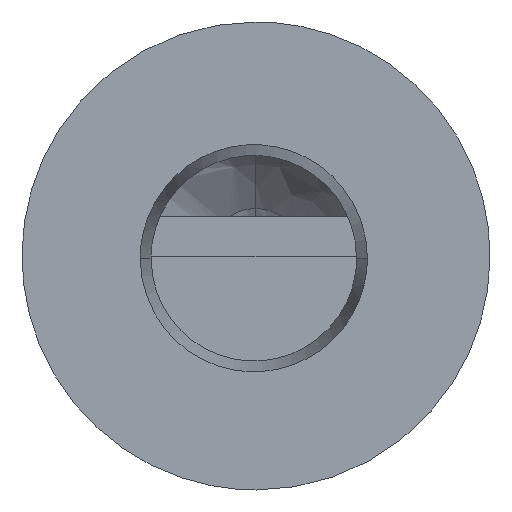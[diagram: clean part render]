
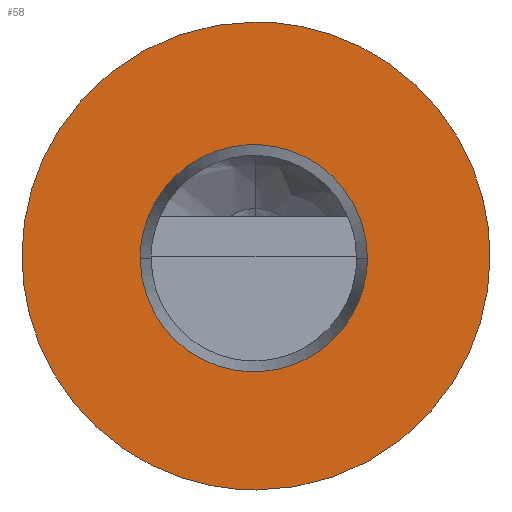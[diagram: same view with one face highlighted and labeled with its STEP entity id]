
A CAD part, front view. The second image highlights one B-rep face of the part: STEP entity #58.
In plain terms, the highlighted planar face has unit normal (0, -1, 0).
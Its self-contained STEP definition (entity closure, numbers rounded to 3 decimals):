
#58=ADVANCED_FACE('',(#186,#183),#2026,.T.);
#183=FACE_BOUND('',#313,.T.);
#186=FACE_OUTER_BOUND('',#312,.T.);
#312=EDGE_LOOP('',(#444,#445,#446,#447));
#313=EDGE_LOOP('',(#448,#449));
#444=ORIENTED_EDGE('',*,*,#1101,.T.);
#445=ORIENTED_EDGE('',*,*,#1103,.T.);
#446=ORIENTED_EDGE('',*,*,#1104,.T.);
#447=ORIENTED_EDGE('',*,*,#1102,.T.);
#448=ORIENTED_EDGE('',*,*,#1113,.F.);
#449=ORIENTED_EDGE('',*,*,#1109,.F.);
#1101=EDGE_CURVE('',#1759,#1760,#1597,.T.);
#1102=EDGE_CURVE('',#1761,#1759,#1598,.T.);
#1103=EDGE_CURVE('',#1760,#1762,#1599,.T.);
#1104=EDGE_CURVE('',#1762,#1761,#1600,.T.);
#1109=EDGE_CURVE('',#1763,#1765,#1603,.T.);
#1113=EDGE_CURVE('',#1765,#1763,#1607,.T.);
#1597=(
BOUNDED_CURVE()
B_SPLINE_CURVE(2,(#4153,#4154,#4155,#4156,#4157),.UNSPECIFIED.,.F.,.F.)
B_SPLINE_CURVE_WITH_KNOTS((3,2,3),(74.708,228.766,457.531),
 .UNSPECIFIED.)
CURVE()
GEOMETRIC_REPRESENTATION_ITEM()
RATIONAL_B_SPLINE_CURVE((1.,0.86,1.,0.707,1.))
REPRESENTATION_ITEM('')
);
#1598=(
BOUNDED_CURVE()
B_SPLINE_CURVE(2,(#4158,#4159,#4160),.UNSPECIFIED.,.F.,.F.)
B_SPLINE_CURVE_WITH_KNOTS((3,3),(457.531,532.239),
 .UNSPECIFIED.)
CURVE()
GEOMETRIC_REPRESENTATION_ITEM()
RATIONAL_B_SPLINE_CURVE((1.,0.969,1.))
REPRESENTATION_ITEM('')
);
#1599=(
BOUNDED_CURVE()
B_SPLINE_CURVE(2,(#4161,#4162,#4163),.UNSPECIFIED.,.F.,.F.)
B_SPLINE_CURVE_WITH_KNOTS((3,3),(457.531,532.239),
 .UNSPECIFIED.)
CURVE()
GEOMETRIC_REPRESENTATION_ITEM()
RATIONAL_B_SPLINE_CURVE((1.,0.969,1.))
REPRESENTATION_ITEM('')
);
#1600=(
BOUNDED_CURVE()
B_SPLINE_CURVE(2,(#4164,#4165,#4166,#4167,#4168),.UNSPECIFIED.,.F.,.F.)
B_SPLINE_CURVE_WITH_KNOTS((3,2,3),(74.708,228.766,457.531),
 .UNSPECIFIED.)
CURVE()
GEOMETRIC_REPRESENTATION_ITEM()
RATIONAL_B_SPLINE_CURVE((1.,0.86,1.,0.707,1.))
REPRESENTATION_ITEM('')
);
#1603=(
BOUNDED_CURVE()
B_SPLINE_CURVE(2,(#4205,#4206,#4207,#4208,#4209),.UNSPECIFIED.,.F.,.F.)
B_SPLINE_CURVE_WITH_KNOTS((3,2,3),(-820.946,-615.71,-410.473),
 .UNSPECIFIED.)
CURVE()
GEOMETRIC_REPRESENTATION_ITEM()
RATIONAL_B_SPLINE_CURVE((1.,0.707,1.,0.707,1.))
REPRESENTATION_ITEM('')
);
#1607=(
BOUNDED_CURVE()
B_SPLINE_CURVE(2,(#4219,#4220,#4221,#4222,#4223),.UNSPECIFIED.,.F.,.F.)
B_SPLINE_CURVE_WITH_KNOTS((3,2,3),(-410.473,-205.237,0.),
 .UNSPECIFIED.)
CURVE()
GEOMETRIC_REPRESENTATION_ITEM()
RATIONAL_B_SPLINE_CURVE((1.,0.707,1.,0.707,1.))
REPRESENTATION_ITEM('')
);
#1759=VERTEX_POINT('',#4125);
#1760=VERTEX_POINT('',#4126);
#1761=VERTEX_POINT('',#4127);
#1762=VERTEX_POINT('',#4128);
#1763=VERTEX_POINT('',#4129);
#1765=VERTEX_POINT('',#4131);
#2026=PLANE('',#2107);
#2107=AXIS2_PLACEMENT_3D('',#2235,#2171,$);
#2171=DIRECTION('',(0.,-1.,0.));
#2235=CARTESIAN_POINT('',(-144.704,472.269,175.642));
#4125=CARTESIAN_POINT('',(-36.713,472.269,119.981));
#4126=CARTESIAN_POINT('',(23.46,472.269,-115.675));
#4127=CARTESIAN_POINT('',(23.46,472.269,135.346));
#4128=CARTESIAN_POINT('',(83.633,472.269,-100.31));
#4129=CARTESIAN_POINT('',(-38.629,472.269,8.642));
#4131=CARTESIAN_POINT('',(83.22,472.269,8.642));
#4153=CARTESIAN_POINT('',(-36.713,472.269,119.981));
#4154=CARTESIAN_POINT('',(-102.05,472.269,84.287));
#4155=CARTESIAN_POINT('',(-102.05,472.269,9.835));
#4156=CARTESIAN_POINT('',(-102.05,472.269,-115.675));
#4157=CARTESIAN_POINT('',(23.46,472.269,-115.675));
#4158=CARTESIAN_POINT('',(23.46,472.269,135.346));
#4159=CARTESIAN_POINT('',(-8.588,472.269,135.346));
#4160=CARTESIAN_POINT('',(-36.713,472.269,119.981));
#4161=CARTESIAN_POINT('',(23.46,472.269,-115.675));
#4162=CARTESIAN_POINT('',(55.508,472.269,-115.675));
#4163=CARTESIAN_POINT('',(83.633,472.269,-100.31));
#4164=CARTESIAN_POINT('',(83.633,472.269,-100.31));
#4165=CARTESIAN_POINT('',(148.97,472.269,-64.616));
#4166=CARTESIAN_POINT('',(148.97,472.269,9.835));
#4167=CARTESIAN_POINT('',(148.97,472.269,135.346));
#4168=CARTESIAN_POINT('',(23.46,472.269,135.346));
#4205=CARTESIAN_POINT('',(-38.629,472.269,8.642));
#4206=CARTESIAN_POINT('',(-38.629,472.269,-52.282));
#4207=CARTESIAN_POINT('',(22.296,472.269,-52.282));
#4208=CARTESIAN_POINT('',(83.22,472.269,-52.282));
#4209=CARTESIAN_POINT('',(83.22,472.269,8.642));
#4219=CARTESIAN_POINT('',(83.22,472.269,8.642));
#4220=CARTESIAN_POINT('',(83.22,472.269,69.567));
#4221=CARTESIAN_POINT('',(22.296,472.269,69.567));
#4222=CARTESIAN_POINT('',(-38.629,472.269,69.567));
#4223=CARTESIAN_POINT('',(-38.629,472.269,8.642));
